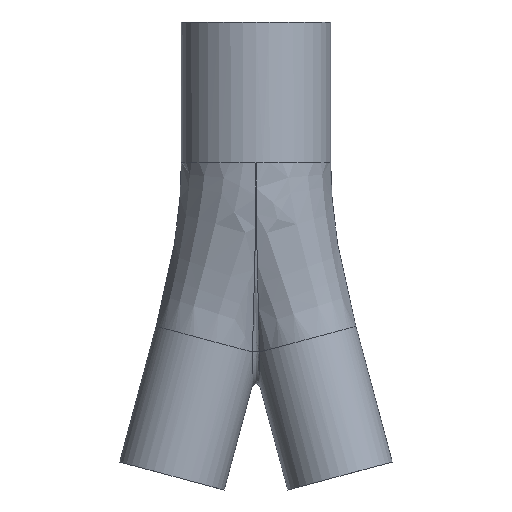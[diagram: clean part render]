
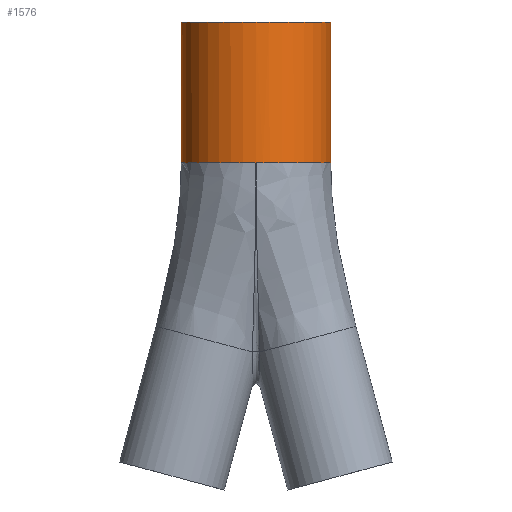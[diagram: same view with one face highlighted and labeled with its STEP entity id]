
A CAD part, front view. The second image highlights one B-rep face of the part: STEP entity #1576.
In plain terms, the highlighted cylindrical face has radius 26.988 mm (diameter 53.975 mm), a partial arc.
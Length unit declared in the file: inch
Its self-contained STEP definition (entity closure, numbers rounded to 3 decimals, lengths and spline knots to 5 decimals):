
#52 = CARTESIAN_POINT ( 'NONE',  ( -1.0625, 0., 0. ) ) ;
#203 = CARTESIAN_POINT ( 'NONE',  ( 1.0625, 0., 0. ) ) ;
#230 = CARTESIAN_POINT ( 'NONE',  ( 1.00824, -0.34234, 0. ) ) ;
#258 = CARTESIAN_POINT ( 'NONE',  ( -1.05566, -0.13907, 0. ) ) ;
#726 = ORIENTED_EDGE ( 'NONE', *, *, #7810, .T. ) ;
#1026 = CARTESIAN_POINT ( 'NONE',  ( 0.64813, -0.8448, 0. ) ) ;
#1093 = CYLINDRICAL_SURFACE ( 'NONE', #3407, 1.0625 ) ;
#1113 = EDGE_CURVE ( 'NONE', #9706, #6145, #5742, .T. ) ;
#1576 = ADVANCED_FACE ( 'NONE', ( #5960 ), #1093, .T. ) ;
#1694 = AXIS2_PLACEMENT_3D ( 'NONE', #4759, #8765, #8968 ) ;
#1832 = CARTESIAN_POINT ( 'NONE',  ( 0.47086, -0.95501, 0. ) ) ;
#2007 = DIRECTION ( 'NONE',  ( 0., 0., -1. ) ) ;
#2230 = CARTESIAN_POINT ( 'NONE',  ( 1.0625, 0., 2. ) ) ;
#2558 = CARTESIAN_POINT ( 'NONE',  ( -0.13907, -1.05566, 0. ) ) ;
#2635 = CARTESIAN_POINT ( 'NONE',  ( 0.92208, -0.53246, 0. ) ) ;
#2773 = CARTESIAN_POINT ( 'NONE',  ( -0.95501, -0.47086, 0. ) ) ;
#2820 = ORIENTED_EDGE ( 'NONE', *, *, #6475, .F. ) ;
#2827 = CARTESIAN_POINT ( 'NONE',  ( -0.8448, -0.64813, 0. ) ) ;
#2880 = CARTESIAN_POINT ( 'NONE',  ( -1.0625, -0.06955, 0. ) ) ;
#3407 = AXIS2_PLACEMENT_3D ( 'NONE', #6179, #2007, #10185 ) ;
#3438 = CARTESIAN_POINT ( 'NONE',  ( 0.53246, -0.92208, 0. ) ) ;
#4371 = CARTESIAN_POINT ( 'NONE',  ( -1.02852, -0.2755, 0. ) ) ;
#4382 = ORIENTED_EDGE ( 'NONE', *, *, #5810, .F. ) ;
#4428 = CARTESIAN_POINT ( 'NONE',  ( -0.92208, -0.53246, 0. ) ) ;
#4508 = CARTESIAN_POINT ( 'NONE',  ( 0.70212, -0.80048, 0. ) ) ;
#4707 = CARTESIAN_POINT ( 'NONE',  ( -1.0625, 0., 2. ) ) ;
#4759 = CARTESIAN_POINT ( 'NONE',  ( 0., 0., 2. ) ) ;
#4797 = CARTESIAN_POINT ( 'NONE',  ( 0., -1.0625, 0. ) ) ;
#5016 = CARTESIAN_POINT ( 'NONE',  ( -0.34234, -1.00824, 0. ) ) ;
#5144 = CARTESIAN_POINT ( 'NONE',  ( 1.02852, -0.2755, 0. ) ) ;
#5197 = CARTESIAN_POINT ( 'NONE',  ( 1.0625, -0.06955, 0. ) ) ;
#5252 = B_SPLINE_CURVE_WITH_KNOTS ( 'NONE', 3,
 ( #6622, #9875, #2558, #5817, #5016, #8277, #5334, #7743, #9334, #10196, #2827, #4428, #2773, #8435, #4371, #258, #2880, #6080 ),
 .UNSPECIFIED., .F., .F.,
 ( 4, 2, 2, 2, 2, 2, 2, 2, 4 ),
 ( 0.5, 0.5625, 0.625, 0.6875, 0.75, 0.8125, 0.875, 0.9375, 1. ),
 .UNSPECIFIED. ) ;
#5254 = CARTESIAN_POINT ( 'NONE',  ( 1.0625, 0., 0. ) ) ;
#5334 = CARTESIAN_POINT ( 'NONE',  ( -0.53246, -0.92208, 0. ) ) ;
#5450 = CIRCLE ( 'NONE', #1694, 1.0625 ) ;
#5495 = DIRECTION ( 'NONE',  ( 0., 0., -1. ) ) ;
#5620 = LINE ( 'NONE', #7229, #7164 ) ;
#5671 = DIRECTION ( 'NONE',  ( 0., 0., -1. ) ) ;
#5742 = B_SPLINE_CURVE_WITH_KNOTS ( 'NONE', 3,
 ( #5254, #5197, #6804, #5144, #230, #6753, #2635, #8519, #7555, #4508, #1026, #3438, #1832, #10168, #8461, #6105, #9305, #10059 ),
 .UNSPECIFIED., .F., .F.,
 ( 4, 2, 2, 2, 2, 2, 2, 2, 4 ),
 ( 0., 0.0625, 0.125, 0.1875, 0.25, 0.3125, 0.375, 0.4375, 0.5 ),
 .UNSPECIFIED. ) ;
#5810 = EDGE_CURVE ( 'NONE', #8483, #9706, #6352, .T. ) ;
#5817 = CARTESIAN_POINT ( 'NONE',  ( -0.2755, -1.02852, 0. ) ) ;
#5960 = FACE_OUTER_BOUND ( 'NONE', #6277, .T. ) ;
#6080 = CARTESIAN_POINT ( 'NONE',  ( -1.0625, 0., 0. ) ) ;
#6105 = CARTESIAN_POINT ( 'NONE',  ( 0.13907, -1.05566, 0. ) ) ;
#6145 = VERTEX_POINT ( 'NONE', #4797 ) ;
#6179 = CARTESIAN_POINT ( 'NONE',  ( 0., 0., 2. ) ) ;
#6277 = EDGE_LOOP ( 'NONE', ( #4382, #2820, #726, #7393, #7856 ) ) ;
#6308 = VECTOR ( 'NONE', #5495, 39.37008 ) ;
#6352 = LINE ( 'NONE', #2230, #6308 ) ;
#6475 = EDGE_CURVE ( 'NONE', #6536, #8483, #5450, .T. ) ;
#6536 = VERTEX_POINT ( 'NONE', #4707 ) ;
#6622 = CARTESIAN_POINT ( 'NONE',  ( 0., -1.0625, 0. ) ) ;
#6753 = CARTESIAN_POINT ( 'NONE',  ( 0.95501, -0.47086, 0. ) ) ;
#6804 = CARTESIAN_POINT ( 'NONE',  ( 1.05566, -0.13907, 0. ) ) ;
#7164 = VECTOR ( 'NONE', #5671, 39.37008 ) ;
#7229 = CARTESIAN_POINT ( 'NONE',  ( -1.0625, 0., 2. ) ) ;
#7393 = ORIENTED_EDGE ( 'NONE', *, *, #10264, .F. ) ;
#7555 = CARTESIAN_POINT ( 'NONE',  ( 0.80048, -0.70212, 0. ) ) ;
#7743 = CARTESIAN_POINT ( 'NONE',  ( -0.64813, -0.8448, 0. ) ) ;
#7810 = EDGE_CURVE ( 'NONE', #6536, #7880, #5620, .T. ) ;
#7856 = ORIENTED_EDGE ( 'NONE', *, *, #1113, .F. ) ;
#7880 = VERTEX_POINT ( 'NONE', #52 ) ;
#8277 = CARTESIAN_POINT ( 'NONE',  ( -0.47086, -0.95501, 0. ) ) ;
#8435 = CARTESIAN_POINT ( 'NONE',  ( -1.00824, -0.34234, 0. ) ) ;
#8461 = CARTESIAN_POINT ( 'NONE',  ( 0.2755, -1.02852, 0. ) ) ;
#8483 = VERTEX_POINT ( 'NONE', #10042 ) ;
#8519 = CARTESIAN_POINT ( 'NONE',  ( 0.8448, -0.64813, 0. ) ) ;
#8765 = DIRECTION ( 'NONE',  ( 0., 0., 1. ) ) ;
#8968 = DIRECTION ( 'NONE',  ( 1., 0., 0. ) ) ;
#9305 = CARTESIAN_POINT ( 'NONE',  ( 0.06955, -1.0625, 0. ) ) ;
#9334 = CARTESIAN_POINT ( 'NONE',  ( -0.70212, -0.80048, 0. ) ) ;
#9706 = VERTEX_POINT ( 'NONE', #203 ) ;
#9875 = CARTESIAN_POINT ( 'NONE',  ( -0.06955, -1.0625, 0. ) ) ;
#10042 = CARTESIAN_POINT ( 'NONE',  ( 1.0625, 0., 2. ) ) ;
#10059 = CARTESIAN_POINT ( 'NONE',  ( 0., -1.0625, 0. ) ) ;
#10168 = CARTESIAN_POINT ( 'NONE',  ( 0.34234, -1.00824, 0. ) ) ;
#10185 = DIRECTION ( 'NONE',  ( -1., 0., 0. ) ) ;
#10196 = CARTESIAN_POINT ( 'NONE',  ( -0.80048, -0.70212, 0. ) ) ;
#10264 = EDGE_CURVE ( 'NONE', #6145, #7880, #5252, .T. ) ;
